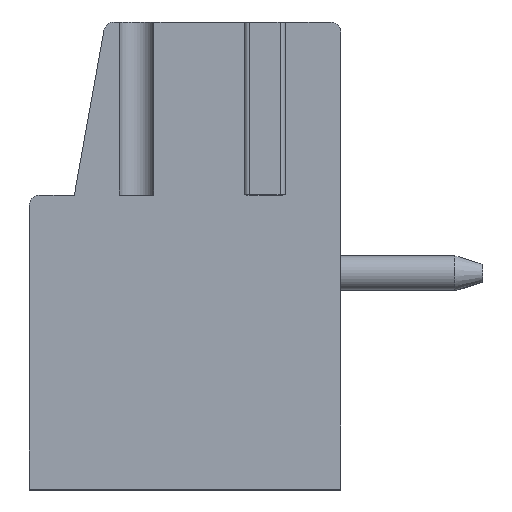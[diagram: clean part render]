
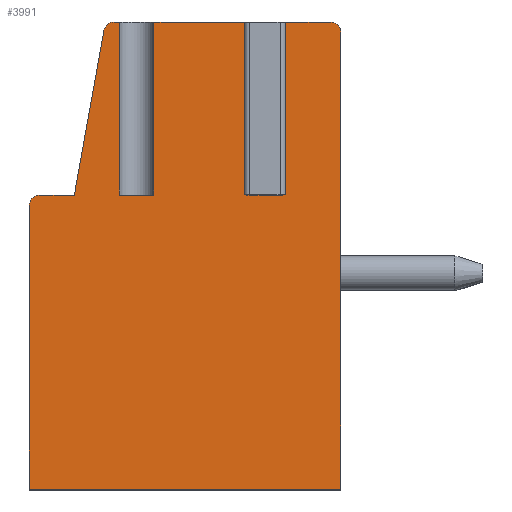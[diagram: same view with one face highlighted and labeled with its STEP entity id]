
A CAD part, top view. The second image highlights one B-rep face of the part: STEP entity #3991.
In plain terms, the highlighted planar face has unit normal (0, 0, 1).
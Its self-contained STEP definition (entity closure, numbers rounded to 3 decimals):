
#52=DIRECTION('',(1.,0.,0.));
#53=VECTOR('',#52,1.);
#54=CARTESIAN_POINT('',(-1.9,3.36,12.5));
#55=LINE('',#54,#53);
#56=DIRECTION('',(0.,1.,0.));
#57=VECTOR('',#56,5.);
#58=CARTESIAN_POINT('',(-0.9,3.36,12.5));
#59=LINE('',#58,#57);
#60=DIRECTION('',(-1.,0.,0.));
#61=VECTOR('',#60,2.8);
#62=CARTESIAN_POINT('',(1.9,8.36,12.5));
#63=LINE('',#62,#61);
#64=DIRECTION('',(0.,1.,0.));
#65=VECTOR('',#64,5.);
#66=CARTESIAN_POINT('',(1.9,3.36,12.5));
#67=LINE('',#66,#65);
#68=DIRECTION('',(1.,0.,0.));
#69=VECTOR('',#68,0.8);
#70=CARTESIAN_POINT('',(1.9,3.36,12.5));
#71=LINE('',#70,#69);
#72=DIRECTION('',(0.,1.,0.));
#73=VECTOR('',#72,5.);
#74=CARTESIAN_POINT('',(2.7,3.36,12.5));
#75=LINE('',#74,#73);
#76=DIRECTION('',(-1.,0.,0.));
#77=VECTOR('',#76,1.5);
#78=CARTESIAN_POINT('',(4.2,8.36,12.5));
#79=LINE('',#78,#77);
#80=CARTESIAN_POINT('',(4.2,8.06,12.5));
#81=DIRECTION('',(0.,0.,1.));
#82=DIRECTION('',(1.,0.,0.));
#83=AXIS2_PLACEMENT_3D('',#80,#81,#82);
#85=DIRECTION('',(0.,1.,0.));
#86=VECTOR('',#85,13.2);
#87=CARTESIAN_POINT('',(4.5,-5.14,12.5));
#88=LINE('',#87,#86);
#89=DIRECTION('',(1.,0.,0.));
#90=VECTOR('',#89,9.);
#91=CARTESIAN_POINT('',(-4.5,-5.14,12.5));
#92=LINE('',#91,#90);
#93=DIRECTION('',(0.,-1.,0.));
#94=VECTOR('',#93,8.2);
#95=CARTESIAN_POINT('',(-4.5,3.06,12.5));
#96=LINE('',#95,#94);
#97=CARTESIAN_POINT('',(-4.2,3.06,12.5));
#98=DIRECTION('',(0.,0.,1.));
#99=DIRECTION('',(0.,1.,0.));
#100=AXIS2_PLACEMENT_3D('',#97,#98,#99);
#102=DIRECTION('',(-1.,0.,0.));
#103=VECTOR('',#102,1.);
#104=CARTESIAN_POINT('',(-3.2,3.36,12.5));
#105=LINE('',#104,#103);
#106=DIRECTION('',(-0.177,-0.984,0.));
#107=VECTOR('',#106,4.829);
#108=CARTESIAN_POINT('',(-2.345,8.113,12.5));
#109=LINE('',#108,#107);
#110=CARTESIAN_POINT('',(-2.05,8.06,12.5));
#111=DIRECTION('',(0.,0.,1.));
#112=DIRECTION('',(0.,1.,0.));
#113=AXIS2_PLACEMENT_3D('',#110,#111,#112);
#115=DIRECTION('',(-1.,0.,0.));
#116=VECTOR('',#115,0.15);
#117=CARTESIAN_POINT('',(-1.9,8.36,12.5));
#118=LINE('',#117,#116);
#119=DIRECTION('',(0.,1.,0.));
#120=VECTOR('',#119,5.);
#121=CARTESIAN_POINT('',(-1.9,3.36,12.5));
#122=LINE('',#121,#120);
#3089=CARTESIAN_POINT('',(4.5,-5.14,12.5));
#3090=CARTESIAN_POINT('',(4.5,8.06,12.5));
#3091=VERTEX_POINT('',#3089);
#3092=VERTEX_POINT('',#3090);
#3093=CARTESIAN_POINT('',(4.2,8.36,12.5));
#3094=VERTEX_POINT('',#3093);
#3095=CARTESIAN_POINT('',(-2.05,8.36,12.5));
#3096=CARTESIAN_POINT('',(-2.345,8.113,12.5));
#3097=VERTEX_POINT('',#3095);
#3098=VERTEX_POINT('',#3096);
#3099=CARTESIAN_POINT('',(-3.2,3.36,12.5));
#3100=VERTEX_POINT('',#3099);
#3101=CARTESIAN_POINT('',(-4.2,3.36,12.5));
#3102=VERTEX_POINT('',#3101);
#3103=CARTESIAN_POINT('',(-4.5,3.06,12.5));
#3104=VERTEX_POINT('',#3103);
#3105=CARTESIAN_POINT('',(-4.5,-5.14,12.5));
#3106=VERTEX_POINT('',#3105);
#3394=CARTESIAN_POINT('',(1.9,3.36,12.5));
#3395=CARTESIAN_POINT('',(2.7,3.36,12.5));
#3396=VERTEX_POINT('',#3394);
#3397=VERTEX_POINT('',#3395);
#3398=CARTESIAN_POINT('',(2.7,8.36,12.5));
#3399=VERTEX_POINT('',#3398);
#3400=CARTESIAN_POINT('',(1.9,8.36,12.5));
#3401=VERTEX_POINT('',#3400);
#3422=CARTESIAN_POINT('',(-1.9,3.36,12.5));
#3423=CARTESIAN_POINT('',(-0.9,3.36,12.5));
#3424=VERTEX_POINT('',#3422);
#3425=VERTEX_POINT('',#3423);
#3426=CARTESIAN_POINT('',(-0.9,8.36,12.5));
#3427=VERTEX_POINT('',#3426);
#3428=CARTESIAN_POINT('',(-1.9,8.36,12.5));
#3429=VERTEX_POINT('',#3428);
#3950=CARTESIAN_POINT('',(0.,0.,12.5));
#3951=DIRECTION('',(0.,0.,1.));
#3952=DIRECTION('',(1.,0.,0.));
#3953=AXIS2_PLACEMENT_3D('',#3950,#3951,#3952);
#3954=PLANE('',#3953);
#3956=ORIENTED_EDGE('',*,*,#3955,.T.);
#3958=ORIENTED_EDGE('',*,*,#3957,.T.);
#3960=ORIENTED_EDGE('',*,*,#3959,.F.);
#3962=ORIENTED_EDGE('',*,*,#3961,.F.);
#3964=ORIENTED_EDGE('',*,*,#3963,.T.);
#3966=ORIENTED_EDGE('',*,*,#3965,.T.);
#3968=ORIENTED_EDGE('',*,*,#3967,.F.);
#3970=ORIENTED_EDGE('',*,*,#3969,.F.);
#3972=ORIENTED_EDGE('',*,*,#3971,.F.);
#3974=ORIENTED_EDGE('',*,*,#3973,.F.);
#3976=ORIENTED_EDGE('',*,*,#3975,.F.);
#3978=ORIENTED_EDGE('',*,*,#3977,.F.);
#3980=ORIENTED_EDGE('',*,*,#3979,.F.);
#3982=ORIENTED_EDGE('',*,*,#3981,.F.);
#3984=ORIENTED_EDGE('',*,*,#3983,.F.);
#3986=ORIENTED_EDGE('',*,*,#3985,.F.);
#3988=ORIENTED_EDGE('',*,*,#3987,.F.);
#3989=EDGE_LOOP('',(#3956,#3958,#3960,#3962,#3964,#3966,#3968,#3970,#3972,#3974,
#3976,#3978,#3980,#3982,#3984,#3986,#3988));
#3990=FACE_OUTER_BOUND('',#3989,.F.);
#84=CIRCLE('',#83,0.3);
#101=CIRCLE('',#100,0.3);
#114=CIRCLE('',#113,0.3);
#3955=EDGE_CURVE('',#3424,#3425,#55,.T.);
#3957=EDGE_CURVE('',#3425,#3427,#59,.T.);
#3959=EDGE_CURVE('',#3401,#3427,#63,.T.);
#3961=EDGE_CURVE('',#3396,#3401,#67,.T.);
#3963=EDGE_CURVE('',#3396,#3397,#71,.T.);
#3965=EDGE_CURVE('',#3397,#3399,#75,.T.);
#3967=EDGE_CURVE('',#3094,#3399,#79,.T.);
#3969=EDGE_CURVE('',#3092,#3094,#84,.T.);
#3971=EDGE_CURVE('',#3091,#3092,#88,.T.);
#3973=EDGE_CURVE('',#3106,#3091,#92,.T.);
#3975=EDGE_CURVE('',#3104,#3106,#96,.T.);
#3977=EDGE_CURVE('',#3102,#3104,#101,.T.);
#3979=EDGE_CURVE('',#3100,#3102,#105,.T.);
#3981=EDGE_CURVE('',#3098,#3100,#109,.T.);
#3983=EDGE_CURVE('',#3097,#3098,#114,.T.);
#3985=EDGE_CURVE('',#3429,#3097,#118,.T.);
#3987=EDGE_CURVE('',#3424,#3429,#122,.T.);
#3991=ADVANCED_FACE('',(#3990),#3954,.T.);
